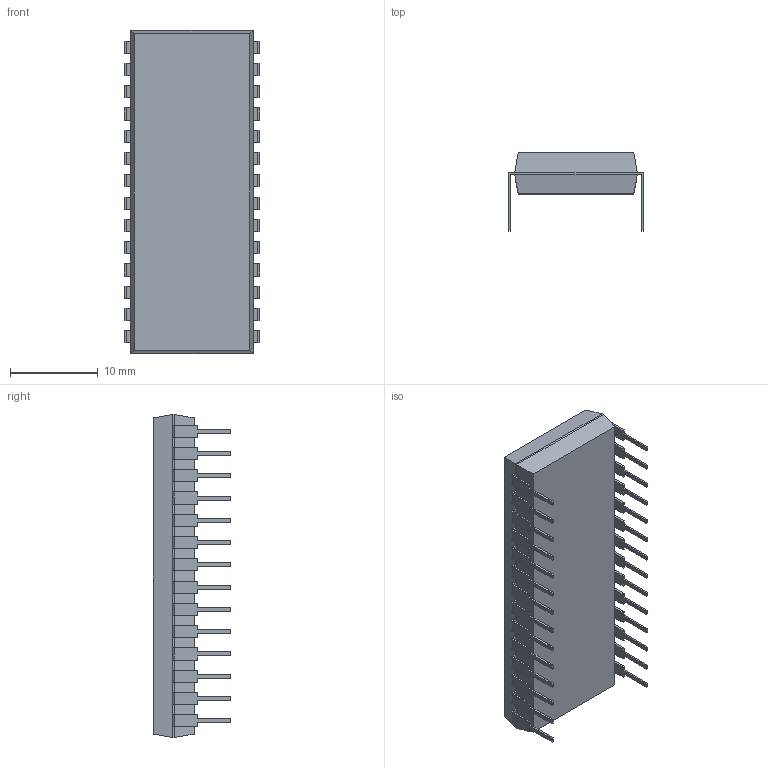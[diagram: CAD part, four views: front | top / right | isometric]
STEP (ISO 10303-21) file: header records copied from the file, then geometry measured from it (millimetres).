
FILE_DESCRIPTION (( 'STEP AP214' ), '1' );
FILE_NAME ('P28+5.STEP', '2021-01-07T12:14:48', ( '' ), ( '' ), 'SwSTEP 2.0', 'SolidWorks 2018', '' );
FILE_SCHEMA (( 'AUTOMOTIVE_DESIGN' ));
Length unit declared in the file: millimetre
Products named in the file (1): P28+5
Bounding box: 15.45 x 8.89 x 36.83 mm (x, y, z)
Volume: 2362.5 mm3; surface area: 1884.7 mm2
Topology: 29 solids, 29 shells, 378 faces, 952 edges, 632 vertices
Faces by surface type: plane 350, cylinder 28
Entity records: 11414 total; most frequent: CARTESIAN_POINT 1963, ORIENTED_EDGE 1904, DIRECTION 1766, EDGE_CURVE 952, LINE 896, VECTOR 896, VERTEX_POINT 632, AXIS2_PLACEMENT_3D 435
